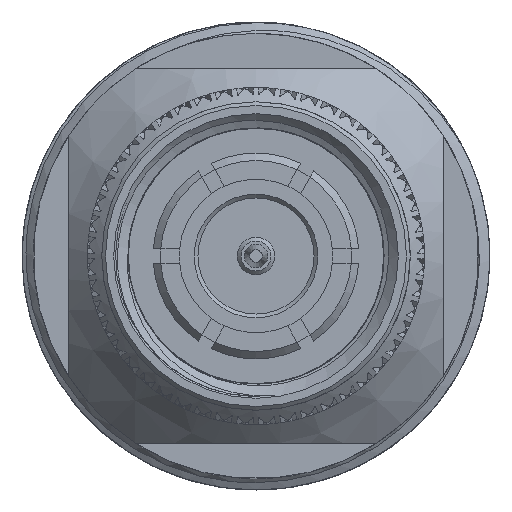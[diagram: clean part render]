
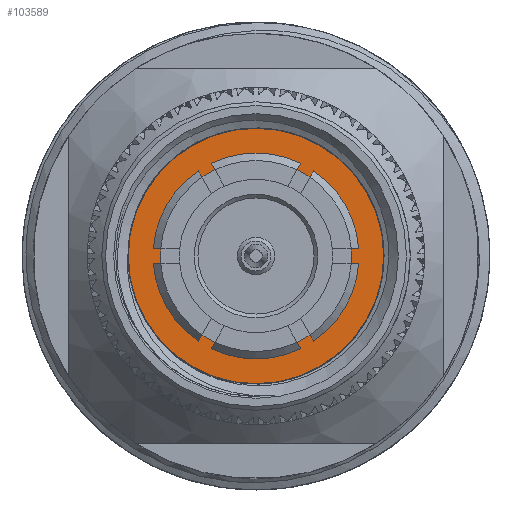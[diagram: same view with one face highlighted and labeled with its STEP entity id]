
A CAD part, left-side view. The second image highlights one B-rep face of the part: STEP entity #103589.
In plain terms, the highlighted planar face has unit normal (-1, 0, 0).
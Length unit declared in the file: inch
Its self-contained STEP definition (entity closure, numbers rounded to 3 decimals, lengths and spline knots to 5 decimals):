
#130 = EDGE_CURVE ( 'NONE', #117779, #117779, #16421, .T. ) ;
#9607 = FACE_BOUND ( 'NONE', #55557, .T. ) ;
#11288 = EDGE_LOOP ( 'NONE', ( #82903 ) ) ;
#16421 = CIRCLE ( 'NONE', #43095, 0.255 ) ;
#21013 = CARTESIAN_POINT ( 'NONE',  ( 0.53, 0., 0. ) ) ;
#22971 = AXIS2_PLACEMENT_3D ( 'NONE', #81216, #108659, #117600 ) ;
#25282 = CARTESIAN_POINT ( 'NONE',  ( 0.53, 0., 0. ) ) ;
#38305 = DIRECTION ( 'NONE',  ( 0., 0., 1. ) ) ;
#43095 = AXIS2_PLACEMENT_3D ( 'NONE', #25282, #52734, #89099 ) ;
#46008 = PLANE ( 'NONE',  #22971 ) ;
#52734 = DIRECTION ( 'NONE',  ( -1., 0., 0. ) ) ;
#53798 = FACE_OUTER_BOUND ( 'NONE', #11288, .T. ) ;
#55557 = EDGE_LOOP ( 'NONE', ( #113382 ) ) ;
#58625 = VERTEX_POINT ( 'NONE', #84906 ) ;
#75311 = DIRECTION ( 'NONE',  ( 1., 0., 0. ) ) ;
#80805 = CARTESIAN_POINT ( 'NONE',  ( 0.53, 0., -0.255 ) ) ;
#81216 = CARTESIAN_POINT ( 'NONE',  ( 0.53, 0.22194, 0. ) ) ;
#82903 = ORIENTED_EDGE ( 'NONE', *, *, #105115, .F. ) ;
#84906 = CARTESIAN_POINT ( 'NONE',  ( 0.53, 0., 0.34106 ) ) ;
#87763 = CIRCLE ( 'NONE', #89643, 0.34106 ) ;
#89099 = DIRECTION ( 'NONE',  ( 0., 0., -1. ) ) ;
#89643 = AXIS2_PLACEMENT_3D ( 'NONE', #21013, #75311, #38305 ) ;
#103589 = ADVANCED_FACE ( 'NONE', ( #9607, #53798 ), #46008, .F. ) ;
#105115 = EDGE_CURVE ( 'NONE', #58625, #58625, #87763, .T. ) ;
#108659 = DIRECTION ( 'NONE',  ( 1., 0., 0. ) ) ;
#113382 = ORIENTED_EDGE ( 'NONE', *, *, #130, .F. ) ;
#117600 = DIRECTION ( 'NONE',  ( 0., 1., 0. ) ) ;
#117779 = VERTEX_POINT ( 'NONE', #80805 ) ;
